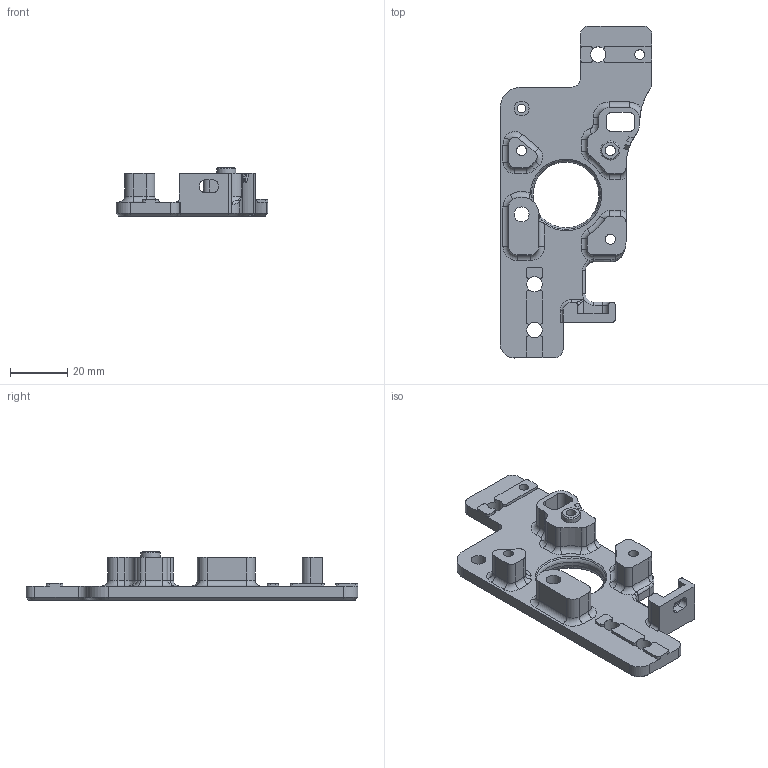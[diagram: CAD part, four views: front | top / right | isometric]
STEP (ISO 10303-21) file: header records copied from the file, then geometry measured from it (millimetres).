
FILE_DESCRIPTION(/* description */ (''),/* implementation_level */ '2;1');
FILE_NAME(/* name */ 'a_drive_frame_lower.step',/* time_stamp */ '2021-01-20T15:25:07-06:00',/* author */ (''),/* organization */ (''),/* preprocessor_version */ 'ST-DEVELOPER v18.1',/* originating_system */ 'Autodesk Translation Framework v9.7.0.1280',/* authorisation */ '');
FILE_SCHEMA (('AUTOMOTIVE_DESIGN { 1 0 10303 214 3 1 1 }'));
Length unit declared in the file: millimetre
Products named in the file (1): a_drive_frame_lower
Bounding box: 53.03 x 116 x 17 mm (x, y, z)
Volume: 25134.6 mm3; surface area: 13513.3 mm2
Topology: 1 solids, 1 shells, 355 faces, 918 edges, 572 vertices
Faces by surface type: plane 158, cylinder 112, cone 33, torus 31, bspline 21
Full cylindrical faces by diameter (mm): 3 x1, 3.4 x1, 3.5 x3, 5.2 x2, 5.4 x3, 6.7 x1
Entity records: 13074 total; most frequent: CARTESIAN_POINT 3971, ORIENTED_EDGE 1828, DIRECTION 1817, EDGE_CURVE 914, AXIS2_PLACEMENT_3D 645, VERTEX_POINT 572, LINE 527, VECTOR 527
